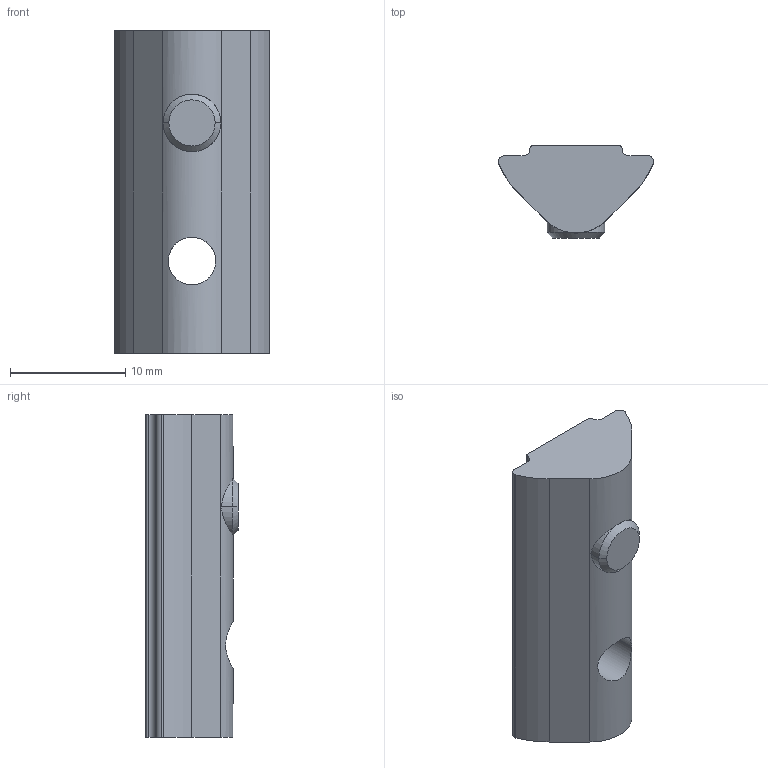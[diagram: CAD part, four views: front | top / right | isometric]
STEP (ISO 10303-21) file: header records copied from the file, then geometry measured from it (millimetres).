
FILE_DESCRIPTION (( 'STEP AP214' ), '1' );
FILE_NAME ('FIXE08E1224-Ecrou 8 St M5 à blocage.step', '2023-03-24T10:01:48', ( 'Altae' ), ( '' ), 'SwSTEP 2.0', 'SolidWorks 2021', '' );
FILE_SCHEMA (( 'AUTOMOTIVE_DESIGN' ));
Length unit declared in the file: millimetre
Products named in the file (1): FIXE08E1224-Ecrou 8 St M5 à blocage
Bounding box: 13.47 x 8 x 28 mm (x, y, z)
Volume: 1814.9 mm3; surface area: 1414.8 mm2
Topology: 2 solids, 2 shells, 39 faces, 99 edges, 63 vertices
Faces by surface type: plane 17, cylinder 16, cone 6
Entity records: 1342 total; most frequent: CARTESIAN_POINT 348, DIRECTION 199, ORIENTED_EDGE 194, EDGE_CURVE 97, AXIS2_PLACEMENT_3D 72, VERTEX_POINT 63, VECTOR 55, LINE 55
